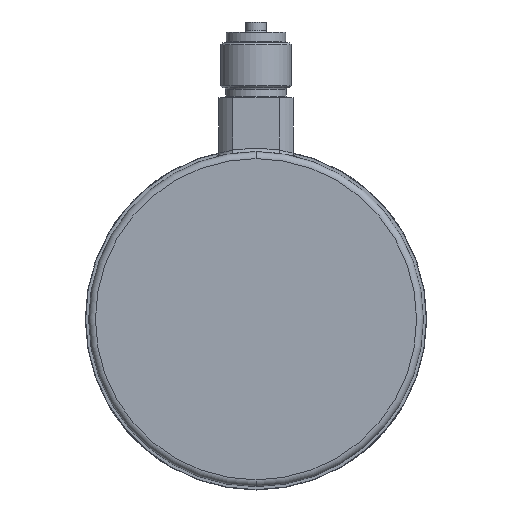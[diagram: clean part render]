
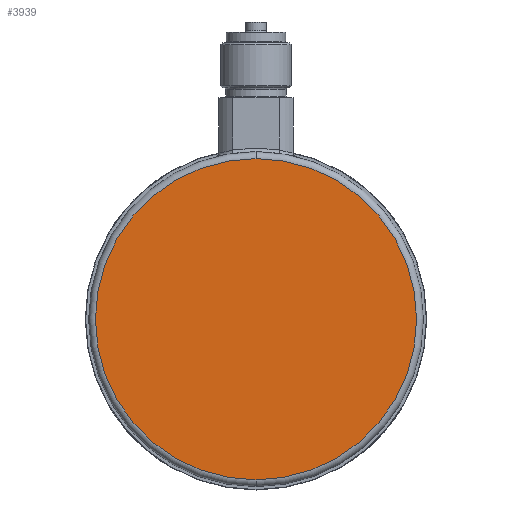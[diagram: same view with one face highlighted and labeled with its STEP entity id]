
A CAD part, front view. The second image highlights one B-rep face of the part: STEP entity #3939.
In plain terms, the highlighted planar face has unit normal (0, -1, 0).
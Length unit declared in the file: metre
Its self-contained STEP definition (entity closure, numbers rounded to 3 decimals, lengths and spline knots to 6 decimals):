
#3939 = ADVANCED_FACE ( 'NONE', ( #21686 ), #21452, .T. ) ;
#4562 = DIRECTION ( 'NONE',  ( 0., 0., -1. ) ) ;
#7583 = DIRECTION ( 'NONE',  ( 0., 1., 0. ) ) ;
#8323 = CARTESIAN_POINT ( 'NONE',  ( -0.026147, -0.028426, 0.1207 ) ) ;
#9347 = CIRCLE ( 'NONE', #24925, 0.0475 ) ;
#10494 = CARTESIAN_POINT ( 'NONE',  ( -0.026147, -0.028426, 0.1207 ) ) ;
#12885 = AXIS2_PLACEMENT_3D ( 'NONE', #8323, #35698, #4562 ) ;
#14395 = CARTESIAN_POINT ( 'NONE',  ( -0.026147, -0.028426, 0.1682 ) ) ;
#16301 = EDGE_CURVE ( 'NONE', #29216, #16562, #38159, .T. ) ;
#16562 = VERTEX_POINT ( 'NONE', #14395 ) ;
#17477 = ORIENTED_EDGE ( 'NONE', *, *, #16301, .F. ) ;
#17956 = CARTESIAN_POINT ( 'NONE',  ( -0.026147, -0.028426, 0.0732 ) ) ;
#21323 = DIRECTION ( 'NONE',  ( 0., 0., 1. ) ) ;
#21452 = PLANE ( 'NONE',  #12885 ) ;
#21686 = FACE_OUTER_BOUND ( 'NONE', #29829, .T. ) ;
#23258 = EDGE_CURVE ( 'NONE', #16562, #29216, #9347, .T. ) ;
#24925 = AXIS2_PLACEMENT_3D ( 'NONE', #10494, #7583, #37419 ) ;
#25291 = CARTESIAN_POINT ( 'NONE',  ( -0.026147, -0.028426, 0.1207 ) ) ;
#29216 = VERTEX_POINT ( 'NONE', #17956 ) ;
#29829 = EDGE_LOOP ( 'NONE', ( #40639, #17477 ) ) ;
#32473 = AXIS2_PLACEMENT_3D ( 'NONE', #25291, #38689, #21323 ) ;
#35698 = DIRECTION ( 'NONE',  ( 0., -1., 0. ) ) ;
#37419 = DIRECTION ( 'NONE',  ( 0., 0., 1. ) ) ;
#38159 = CIRCLE ( 'NONE', #32473, 0.0475 ) ;
#38689 = DIRECTION ( 'NONE',  ( 0., 1., 0. ) ) ;
#40639 = ORIENTED_EDGE ( 'NONE', *, *, #23258, .F. ) ;
